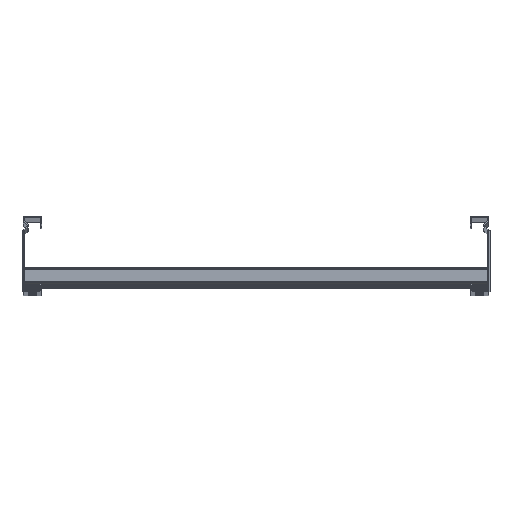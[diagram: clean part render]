
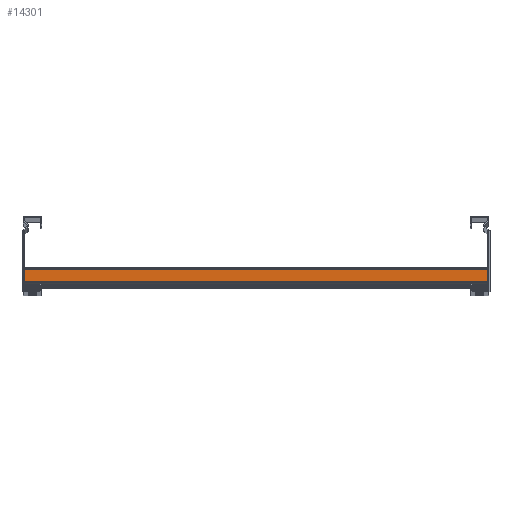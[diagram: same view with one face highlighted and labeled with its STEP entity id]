
A CAD part, top view. The second image highlights one B-rep face of the part: STEP entity #14301.
In plain terms, the highlighted face is planar.
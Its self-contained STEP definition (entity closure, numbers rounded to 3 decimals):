
#282 = VECTOR ( 'NONE', #19809, 1000. ) ;
#544 = LINE ( 'NONE', #14255, #16379 ) ;
#763 = AXIS2_PLACEMENT_3D ( 'NONE', #15462, #3916, #13934 ) ;
#1004 = LINE ( 'NONE', #5759, #15813 ) ;
#1227 = VECTOR ( 'NONE', #16985, 1000. ) ;
#1329 = EDGE_CURVE ( 'NONE', #9448, #2819, #1004, .T. ) ;
#1477 = CARTESIAN_POINT ( 'NONE',  ( 18., 2.5, 249. ) ) ;
#1730 = ORIENTED_EDGE ( 'NONE', *, *, #1329, .T. ) ;
#2819 = VERTEX_POINT ( 'NONE', #1477 ) ;
#3114 = EDGE_LOOP ( 'NONE', ( #12863, #12434, #1730, #21398 ) ) ;
#3916 = DIRECTION ( 'NONE',  ( 1., 0., 0. ) ) ;
#4781 = CARTESIAN_POINT ( 'NONE',  ( 18., 15.5, 249. ) ) ;
#5759 = CARTESIAN_POINT ( 'NONE',  ( 18., 18., 249. ) ) ;
#5785 = EDGE_CURVE ( 'NONE', #8205, #14394, #544, .T. ) ;
#6970 = CARTESIAN_POINT ( 'NONE',  ( 18., 15.5, 249. ) ) ;
#7708 = FACE_OUTER_BOUND ( 'NONE', #3114, .T. ) ;
#7876 = EDGE_CURVE ( 'NONE', #9448, #8205, #18910, .T. ) ;
#8205 = VERTEX_POINT ( 'NONE', #13181 ) ;
#8792 = DIRECTION ( 'NONE',  ( 0., -1., 0. ) ) ;
#9448 = VERTEX_POINT ( 'NONE', #4781 ) ;
#12434 = ORIENTED_EDGE ( 'NONE', *, *, #7876, .F. ) ;
#12863 = ORIENTED_EDGE ( 'NONE', *, *, #5785, .F. ) ;
#13181 = CARTESIAN_POINT ( 'NONE',  ( 18., 15.5, -249. ) ) ;
#13234 = CARTESIAN_POINT ( 'NONE',  ( 18., 2.5, 249. ) ) ;
#13934 = DIRECTION ( 'NONE',  ( 0., 0., -1. ) ) ;
#14255 = CARTESIAN_POINT ( 'NONE',  ( 18., 18., -249. ) ) ;
#14301 = ADVANCED_FACE ( 'NONE', ( #7708 ), #20507, .T. ) ;
#14394 = VERTEX_POINT ( 'NONE', #18823 ) ;
#14395 = DIRECTION ( 'NONE',  ( 0., -1., 0. ) ) ;
#15207 = EDGE_CURVE ( 'NONE', #2819, #14394, #21406, .T. ) ;
#15462 = CARTESIAN_POINT ( 'NONE',  ( 18., 18., 249. ) ) ;
#15813 = VECTOR ( 'NONE', #8792, 1000. ) ;
#16379 = VECTOR ( 'NONE', #14395, 1000. ) ;
#16985 = DIRECTION ( 'NONE',  ( 0., 0., -1. ) ) ;
#18823 = CARTESIAN_POINT ( 'NONE',  ( 18., 2.5, -249. ) ) ;
#18910 = LINE ( 'NONE', #6970, #1227 ) ;
#19809 = DIRECTION ( 'NONE',  ( 0., 0., -1. ) ) ;
#20507 = PLANE ( 'NONE',  #763 ) ;
#21398 = ORIENTED_EDGE ( 'NONE', *, *, #15207, .T. ) ;
#21406 = LINE ( 'NONE', #13234, #282 ) ;
